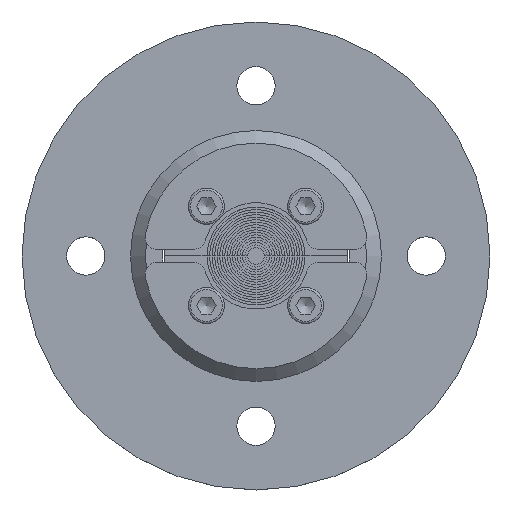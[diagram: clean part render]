
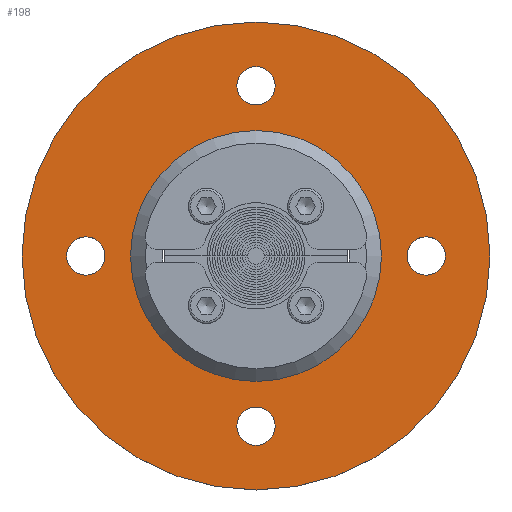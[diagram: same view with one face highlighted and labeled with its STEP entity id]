
A CAD part, top view. The second image highlights one B-rep face of the part: STEP entity #198.
In plain terms, the highlighted planar face has unit normal (0, 0, 1).
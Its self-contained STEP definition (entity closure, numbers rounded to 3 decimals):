
#112=CARTESIAN_POINT('',(29.5,0.,-6.));
#113=VERTEX_POINT('',#112);
#114=CARTESIAN_POINT('',(0.0,0.0,-6.));
#115=DIRECTION('',(0.0,0.0,1.0));
#116=DIRECTION('',(-1.0,0.0,0.0));
#117=AXIS2_PLACEMENT_3D('',#114,#115,#116);
#118=CIRCLE('',#117,29.5);
#119=EDGE_CURVE('',#113,#113,#118,.T.);
#135=CARTESIAN_POINT('',(0.,0.0,-6.));
#136=DIRECTION('',(0.0,0.0,1.0));
#137=DIRECTION('',(1.0,0.0,0.0));
#138=AXIS2_PLACEMENT_3D('',#135,#136,#137);
#139=PLANE('',#138);
#140=CARTESIAN_POINT('',(55.0,0.,-6.));
#141=VERTEX_POINT('',#140);
#142=CARTESIAN_POINT('',(0.0,0.0,-6.));
#143=DIRECTION('',(0.0,0.0,1.0));
#144=DIRECTION('',(-1.0,0.0,0.0));
#145=AXIS2_PLACEMENT_3D('',#142,#143,#144);
#146=CIRCLE('',#145,55.0);
#147=EDGE_CURVE('',#141,#141,#146,.T.);
#148=ORIENTED_EDGE('',*,*,#147,.T.);
#149=EDGE_LOOP('',(#148));
#150=FACE_OUTER_BOUND('',#149,.T.);
#151=CARTESIAN_POINT('',(4.5,40.0,-6.));
#152=VERTEX_POINT('',#151);
#153=CARTESIAN_POINT('',(0.0,40.0,-6.));
#154=DIRECTION('',(0.0,0.0,-1.0));
#155=DIRECTION('',(1.0,0.0,0.0));
#156=AXIS2_PLACEMENT_3D('',#153,#154,#155);
#157=CIRCLE('',#156,4.5);
#158=EDGE_CURVE('',#152,#152,#157,.T.);
#159=ORIENTED_EDGE('',*,*,#158,.T.);
#160=EDGE_LOOP('',(#159));
#161=FACE_BOUND('',#160,.T.);
#162=CARTESIAN_POINT('',(-40.0,4.5,-6.));
#163=VERTEX_POINT('',#162);
#164=CARTESIAN_POINT('',(-40.0,0.,-6.));
#165=DIRECTION('',(0.0,0.0,-1.0));
#166=DIRECTION('',(0.0,1.0,0.0));
#167=AXIS2_PLACEMENT_3D('',#164,#165,#166);
#168=CIRCLE('',#167,4.5);
#169=EDGE_CURVE('',#163,#163,#168,.T.);
#170=ORIENTED_EDGE('',*,*,#169,.T.);
#171=EDGE_LOOP('',(#170));
#172=FACE_BOUND('',#171,.T.);
#173=CARTESIAN_POINT('',(-4.5,-40.0,-6.));
#174=VERTEX_POINT('',#173);
#175=CARTESIAN_POINT('',(0.,-40.0,-6.));
#176=DIRECTION('',(0.0,0.0,-1.0));
#177=DIRECTION('',(-1.0,0.0,0.0));
#178=AXIS2_PLACEMENT_3D('',#175,#176,#177);
#179=CIRCLE('',#178,4.5);
#180=EDGE_CURVE('',#174,#174,#179,.T.);
#181=ORIENTED_EDGE('',*,*,#180,.T.);
#182=EDGE_LOOP('',(#181));
#183=FACE_BOUND('',#182,.T.);
#184=CARTESIAN_POINT('',(40.0,-4.5,-6.));
#185=VERTEX_POINT('',#184);
#186=CARTESIAN_POINT('',(40.0,0.,-6.));
#187=DIRECTION('',(0.0,0.0,-1.0));
#188=DIRECTION('',(0.0,-1.0,0.0));
#189=AXIS2_PLACEMENT_3D('',#186,#187,#188);
#190=CIRCLE('',#189,4.5);
#191=EDGE_CURVE('',#185,#185,#190,.T.);
#192=ORIENTED_EDGE('',*,*,#191,.T.);
#193=EDGE_LOOP('',(#192));
#194=FACE_BOUND('',#193,.T.);
#195=ORIENTED_EDGE('',*,*,#119,.F.);
#196=EDGE_LOOP('',(#195));
#197=FACE_BOUND('',#196,.T.);
#198=ADVANCED_FACE('',(#150,#161,#172,#183,#194,#197),#139,.T.);
